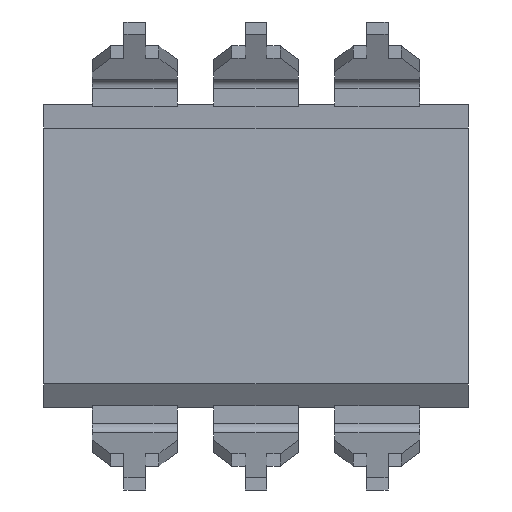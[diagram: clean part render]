
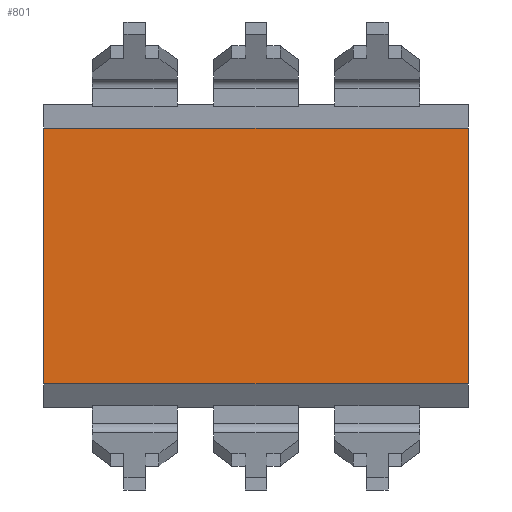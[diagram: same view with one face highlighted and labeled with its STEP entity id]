
A CAD part, front view. The second image highlights one B-rep face of the part: STEP entity #801.
In plain terms, the highlighted planar face has unit normal (0, -1, 0).
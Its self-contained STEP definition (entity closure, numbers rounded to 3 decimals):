
#18 = ORIENTED_EDGE ( 'NONE', *, *, #2741, .F. ) ;
#191 = VERTEX_POINT ( 'NONE', #422 ) ;
#422 = CARTESIAN_POINT ( 'NONE',  ( -4.445, 1.78, 2.682 ) ) ;
#483 = ORIENTED_EDGE ( 'NONE', *, *, #2531, .F. ) ;
#692 = CARTESIAN_POINT ( 'NONE',  ( -4.445, 1.78, 2.682 ) ) ;
#741 = PLANE ( 'NONE',  #1995 ) ;
#801 = ADVANCED_FACE ( 'NONE', ( #2427 ), #741, .F. ) ;
#958 = VECTOR ( 'NONE', #2533, 1000. ) ;
#1005 = VERTEX_POINT ( 'NONE', #1650 ) ;
#1248 = CARTESIAN_POINT ( 'NONE',  ( 4.445, 1.78, -2.682 ) ) ;
#1259 = ORIENTED_EDGE ( 'NONE', *, *, #2856, .F. ) ;
#1323 = LINE ( 'NONE', #1479, #3621 ) ;
#1366 = VERTEX_POINT ( 'NONE', #1248 ) ;
#1479 = CARTESIAN_POINT ( 'NONE',  ( 4.445, 1.78, 2.682 ) ) ;
#1494 = VERTEX_POINT ( 'NONE', #1657 ) ;
#1510 = EDGE_CURVE ( 'NONE', #1366, #1005, #3424, .T. ) ;
#1650 = CARTESIAN_POINT ( 'NONE',  ( -4.445, 1.78, -2.682 ) ) ;
#1657 = CARTESIAN_POINT ( 'NONE',  ( 4.445, 1.78, 2.682 ) ) ;
#1709 = LINE ( 'NONE', #2500, #3390 ) ;
#1992 = LINE ( 'NONE', #692, #3575 ) ;
#1995 = AXIS2_PLACEMENT_3D ( 'NONE', #2385, #2134, #2707 ) ;
#2134 = DIRECTION ( 'NONE',  ( 0., 1., 0. ) ) ;
#2335 = EDGE_LOOP ( 'NONE', ( #2446, #483, #18, #1259 ) ) ;
#2385 = CARTESIAN_POINT ( 'NONE',  ( 4.445, 1.78, 2.682 ) ) ;
#2427 = FACE_OUTER_BOUND ( 'NONE', #2335, .T. ) ;
#2446 = ORIENTED_EDGE ( 'NONE', *, *, #1510, .F. ) ;
#2500 = CARTESIAN_POINT ( 'NONE',  ( 4.445, 1.78, 2.682 ) ) ;
#2531 = EDGE_CURVE ( 'NONE', #1494, #1366, #1709, .T. ) ;
#2533 = DIRECTION ( 'NONE',  ( -1., 0., 0. ) ) ;
#2707 = DIRECTION ( 'NONE',  ( 0., 0., 1. ) ) ;
#2741 = EDGE_CURVE ( 'NONE', #191, #1494, #1323, .T. ) ;
#2757 = CARTESIAN_POINT ( 'NONE',  ( 4.445, 1.78, -2.682 ) ) ;
#2856 = EDGE_CURVE ( 'NONE', #1005, #191, #1992, .T. ) ;
#3241 = DIRECTION ( 'NONE',  ( 0., 0., -1. ) ) ;
#3247 = DIRECTION ( 'NONE',  ( 0., 0., 1. ) ) ;
#3390 = VECTOR ( 'NONE', #3241, 1000. ) ;
#3424 = LINE ( 'NONE', #2757, #958 ) ;
#3444 = DIRECTION ( 'NONE',  ( 1., 0., 0. ) ) ;
#3575 = VECTOR ( 'NONE', #3247, 1000. ) ;
#3621 = VECTOR ( 'NONE', #3444, 1000. ) ;
